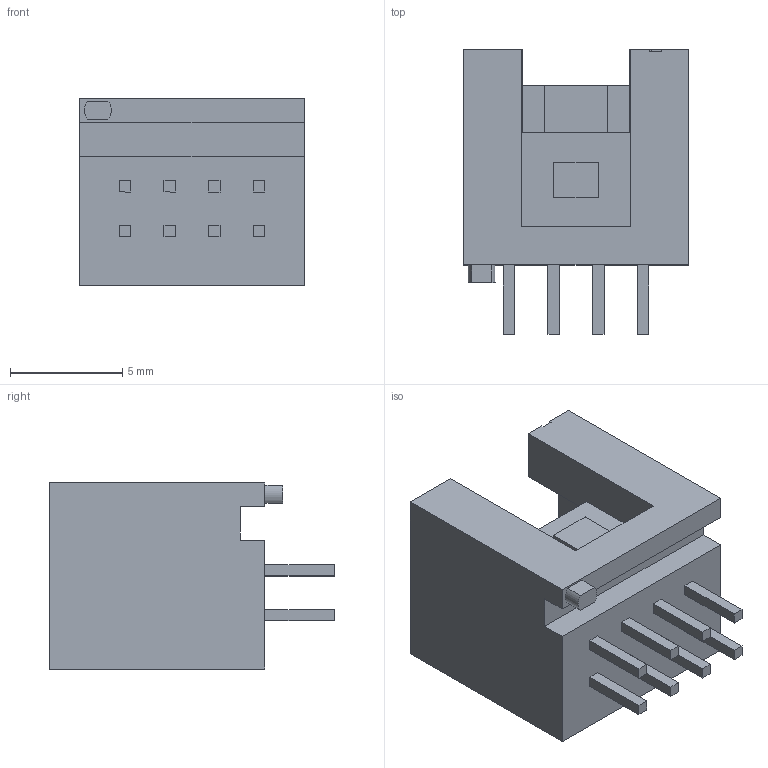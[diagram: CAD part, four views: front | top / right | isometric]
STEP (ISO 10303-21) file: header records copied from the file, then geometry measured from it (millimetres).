
FILE_DESCRIPTION (( 'STEP AP214' ), '1' );
FILE_NAME ('B08B-PUDSS-1.STEP', '2024-04-01T15:26:30', ( '' ), ( '' ), 'SwSTEP 2.0', 'SolidWorks 2024', '' );
FILE_SCHEMA (( 'AUTOMOTIVE_DESIGN' ));
Length unit declared in the file: millimetre
Products named in the file (1): B08B-PUDSS-1
Bounding box: 10 x 12.7 x 8.3 mm (x, y, z)
Volume: 335.6 mm3; surface area: 905.2 mm2
Topology: 1 solids, 1 shells, 129 faces, 326 edges, 217 vertices
Faces by surface type: plane 127, cylinder 2
Entity records: 4699 total; most frequent: CARTESIAN_POINT 673, ORIENTED_EDGE 652, DIRECTION 590, EDGE_CURVE 326, LINE 322, VECTOR 322, VERTEX_POINT 217, EDGE_LOOP 147
